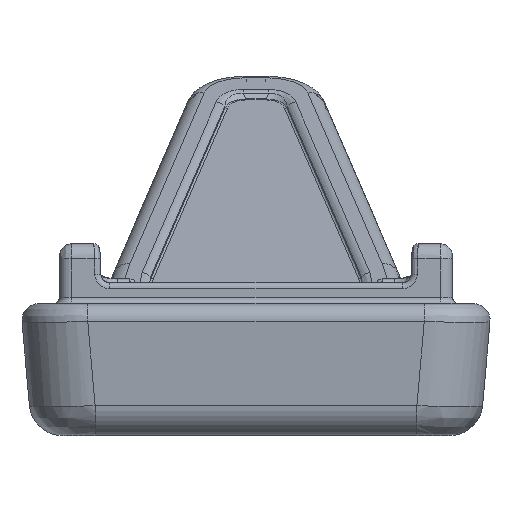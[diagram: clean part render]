
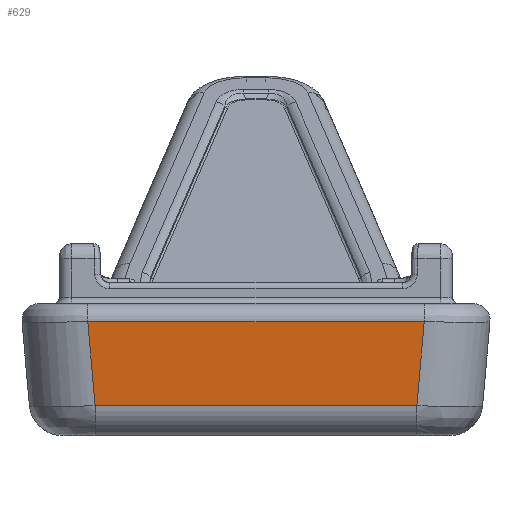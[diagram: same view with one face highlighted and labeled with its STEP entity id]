
A CAD part, left-side view. The second image highlights one B-rep face of the part: STEP entity #629.
In plain terms, the highlighted planar face has unit normal (-0.996, 0, -0.087).
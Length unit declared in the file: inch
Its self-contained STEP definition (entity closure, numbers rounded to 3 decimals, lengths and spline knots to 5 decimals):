
#363=PLANE('',#8746);
#629=ADVANCED_FACE('',(#1296),#363,.T.);
#1296=FACE_OUTER_BOUND('',#1797,.T.);
#1797=EDGE_LOOP('',(#2829,#2830,#2831,#2832));
#2829=ORIENTED_EDGE('',*,*,#6122,.T.);
#2830=ORIENTED_EDGE('',*,*,#6123,.T.);
#2831=ORIENTED_EDGE('',*,*,#6124,.T.);
#2832=ORIENTED_EDGE('',*,*,#6125,.T.);
#5339=VERTEX_POINT('',#12221);
#5340=VERTEX_POINT('',#12222);
#5341=VERTEX_POINT('',#12224);
#5342=VERTEX_POINT('',#12226);
#6122=EDGE_CURVE('',#5339,#5340,#7345,.T.);
#6123=EDGE_CURVE('',#5340,#5341,#7346,.T.);
#6124=EDGE_CURVE('',#5341,#5342,#7347,.T.);
#6125=EDGE_CURVE('',#5342,#5339,#7348,.T.);
#7345=LINE('',#12220,#8069);
#7346=LINE('',#12223,#8070);
#7347=LINE('',#12225,#8071);
#7348=LINE('',#12227,#8072);
#8069=VECTOR('',#9672,1.);
#8070=VECTOR('',#9673,1.);
#8071=VECTOR('',#9674,1.);
#8072=VECTOR('',#9675,1.);
#8746=AXIS2_PLACEMENT_3D('',#12228,#9676,#9677);
#9672=DIRECTION('',(-0.087,-0.087,0.992));
#9673=DIRECTION('',(0.,1.,0.));
#9674=DIRECTION('',(0.087,-0.087,-0.992));
#9675=DIRECTION('',(0.,-1.,0.));
#9676=DIRECTION('',(-0.996,0.,-0.087));
#9677=DIRECTION('',(-0.087,0.,0.996));
#12220=CARTESIAN_POINT('',(-0.06787,-5.2809,0.00311));
#12221=CARTESIAN_POINT('',(-0.05514,-5.26818,-0.14229));
#12222=CARTESIAN_POINT('',(-0.06738,-5.28042,-0.0024));
#12223=CARTESIAN_POINT('',(-0.06738,-5.,-0.0024));
#12224=CARTESIAN_POINT('',(-0.06738,-4.71958,-0.0024));
#12225=CARTESIAN_POINT('',(-0.06787,-4.7191,0.00311));
#12226=CARTESIAN_POINT('',(-0.05514,-4.73182,-0.14229));
#12227=CARTESIAN_POINT('',(-0.05514,-5.,-0.14229));
#12228=CARTESIAN_POINT('',(-0.07,-5.,0.0275));
